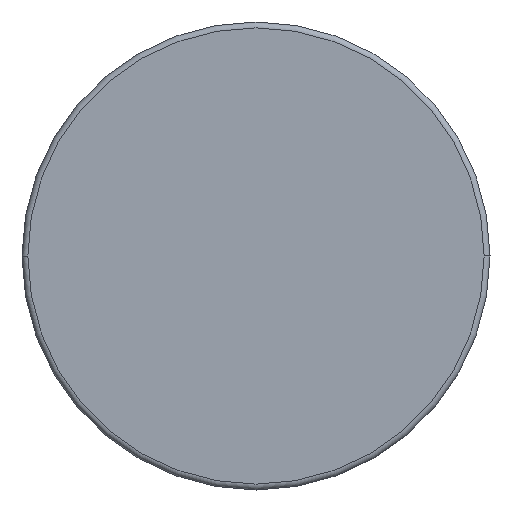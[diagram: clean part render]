
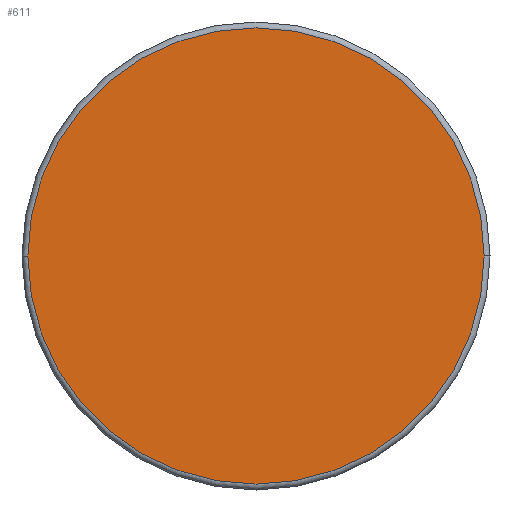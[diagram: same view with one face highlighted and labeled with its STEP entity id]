
A CAD part, left-side view. The second image highlights one B-rep face of the part: STEP entity #611.
In plain terms, the highlighted planar face has unit normal (-1, 0, 0).
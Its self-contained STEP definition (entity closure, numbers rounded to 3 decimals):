
#36 = CARTESIAN_POINT ( 'NONE',  ( -1.6, 1.58, 0. ) ) ;
#97 = DIRECTION ( 'NONE',  ( 1., 0., 0. ) ) ;
#110 = CARTESIAN_POINT ( 'NONE',  ( -1.6, 0.8, 0. ) ) ;
#123 = DIRECTION ( 'NONE',  ( 1., 0., 0. ) ) ;
#143 = DIRECTION ( 'NONE',  ( 0., 1., 0. ) ) ;
#185 = EDGE_CURVE ( 'NONE', #1439, #1186, #1685, .T. ) ;
#251 = DIRECTION ( 'NONE',  ( 0., 1., 0. ) ) ;
#396 = EDGE_CURVE ( 'NONE', #1186, #1439, #839, .T. ) ;
#422 = DIRECTION ( 'NONE',  ( 0., 1., 0. ) ) ;
#424 = AXIS2_PLACEMENT_3D ( 'NONE', #1440, #123, #143 ) ;
#426 = DIRECTION ( 'NONE',  ( 1., 0., 0. ) ) ;
#430 = CARTESIAN_POINT ( 'NONE',  ( -1.6, 0.02, 0. ) ) ;
#611 = ADVANCED_FACE ( 'NONE', ( #702 ), #1132, .F. ) ;
#702 = FACE_OUTER_BOUND ( 'NONE', #1393, .T. ) ;
#839 = CIRCLE ( 'NONE', #424, 0.78 ) ;
#859 = CARTESIAN_POINT ( 'NONE',  ( -1.6, 0.02, 0. ) ) ;
#1012 = AXIS2_PLACEMENT_3D ( 'NONE', #110, #97, #251 ) ;
#1045 = ORIENTED_EDGE ( 'NONE', *, *, #185, .F. ) ;
#1095 = ORIENTED_EDGE ( 'NONE', *, *, #396, .F. ) ;
#1132 = PLANE ( 'NONE',  #1585 ) ;
#1186 = VERTEX_POINT ( 'NONE', #36 ) ;
#1393 = EDGE_LOOP ( 'NONE', ( #1095, #1045 ) ) ;
#1439 = VERTEX_POINT ( 'NONE', #859 ) ;
#1440 = CARTESIAN_POINT ( 'NONE',  ( -1.6, 0.8, 0. ) ) ;
#1585 = AXIS2_PLACEMENT_3D ( 'NONE', #430, #426, #422 ) ;
#1685 = CIRCLE ( 'NONE', #1012, 0.78 ) ;
